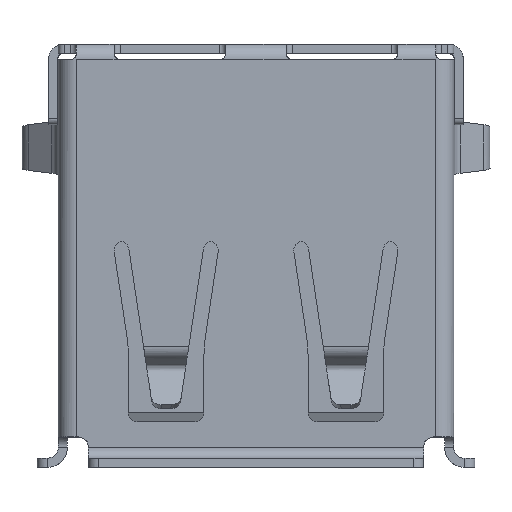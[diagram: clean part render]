
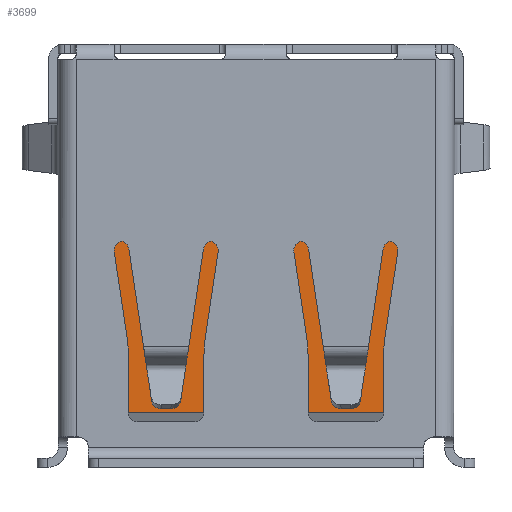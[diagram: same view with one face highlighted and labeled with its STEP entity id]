
A CAD part, top view. The second image highlights one B-rep face of the part: STEP entity #3699.
In plain terms, the highlighted planar face has unit normal (0, 0, 1).
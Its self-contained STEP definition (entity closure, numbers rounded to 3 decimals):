
#315 = EDGE_CURVE ( 'NONE', #20022, #4493, #21717, .T. ) ;
#1605 = VECTOR ( 'NONE', #23637, 1000. ) ;
#3023 = DIRECTION ( 'NONE',  ( -1., 0., 0. ) ) ;
#3649 = AXIS2_PLACEMENT_3D ( 'NONE', #12627, #20372, #3023 ) ;
#3699 = ADVANCED_FACE ( 'NONE', ( #8713 ), #10463, .F. ) ;
#4058 = CARTESIAN_POINT ( 'NONE',  ( 5.3, -3.1, 6. ) ) ;
#4493 = VERTEX_POINT ( 'NONE', #21031 ) ;
#5040 = CARTESIAN_POINT ( 'NONE',  ( -5.3, -11.1, 6. ) ) ;
#6265 = DIRECTION ( 'NONE',  ( 0., -1., 0. ) ) ;
#7428 = LINE ( 'NONE', #5040, #8971 ) ;
#7954 = LINE ( 'NONE', #23508, #15464 ) ;
#8331 = CARTESIAN_POINT ( 'NONE',  ( -5.5, -3.1, 6. ) ) ;
#8699 = CARTESIAN_POINT ( 'NONE',  ( -5.3, -10.1, 6. ) ) ;
#8713 = FACE_OUTER_BOUND ( 'NONE', #20476, .T. ) ;
#8971 = VECTOR ( 'NONE', #16582, 1000. ) ;
#9845 = CARTESIAN_POINT ( 'NONE',  ( -5.3, -3.1, 6. ) ) ;
#10463 = PLANE ( 'NONE',  #3649 ) ;
#11488 = VERTEX_POINT ( 'NONE', #9845 ) ;
#12013 = ORIENTED_EDGE ( 'NONE', *, *, #13702, .F. ) ;
#12309 = VERTEX_POINT ( 'NONE', #8699 ) ;
#12627 = CARTESIAN_POINT ( 'NONE',  ( -5.5, -11.1, 6. ) ) ;
#13702 = EDGE_CURVE ( 'NONE', #4493, #12309, #7954, .T. ) ;
#13788 = DIRECTION ( 'NONE',  ( -1., 0., 0. ) ) ;
#14615 = EDGE_CURVE ( 'NONE', #12309, #11488, #7428, .T. ) ;
#15464 = VECTOR ( 'NONE', #13788, 1000. ) ;
#16582 = DIRECTION ( 'NONE',  ( 0., 1., 0. ) ) ;
#17922 = ORIENTED_EDGE ( 'NONE', *, *, #315, .F. ) ;
#19113 = LINE ( 'NONE', #8331, #1605 ) ;
#19697 = CARTESIAN_POINT ( 'NONE',  ( 5.3, -11.1, 6. ) ) ;
#20022 = VERTEX_POINT ( 'NONE', #4058 ) ;
#20372 = DIRECTION ( 'NONE',  ( 0., 0., -1. ) ) ;
#20476 = EDGE_LOOP ( 'NONE', ( #17922, #23745, #24019, #12013 ) ) ;
#21031 = CARTESIAN_POINT ( 'NONE',  ( 5.3, -10.1, 6. ) ) ;
#21717 = LINE ( 'NONE', #19697, #21809 ) ;
#21809 = VECTOR ( 'NONE', #6265, 1000. ) ;
#23508 = CARTESIAN_POINT ( 'NONE',  ( -5.5, -10.1, 6. ) ) ;
#23554 = EDGE_CURVE ( 'NONE', #11488, #20022, #19113, .T. ) ;
#23637 = DIRECTION ( 'NONE',  ( 1., 0., 0. ) ) ;
#23745 = ORIENTED_EDGE ( 'NONE', *, *, #23554, .F. ) ;
#24019 = ORIENTED_EDGE ( 'NONE', *, *, #14615, .F. ) ;
